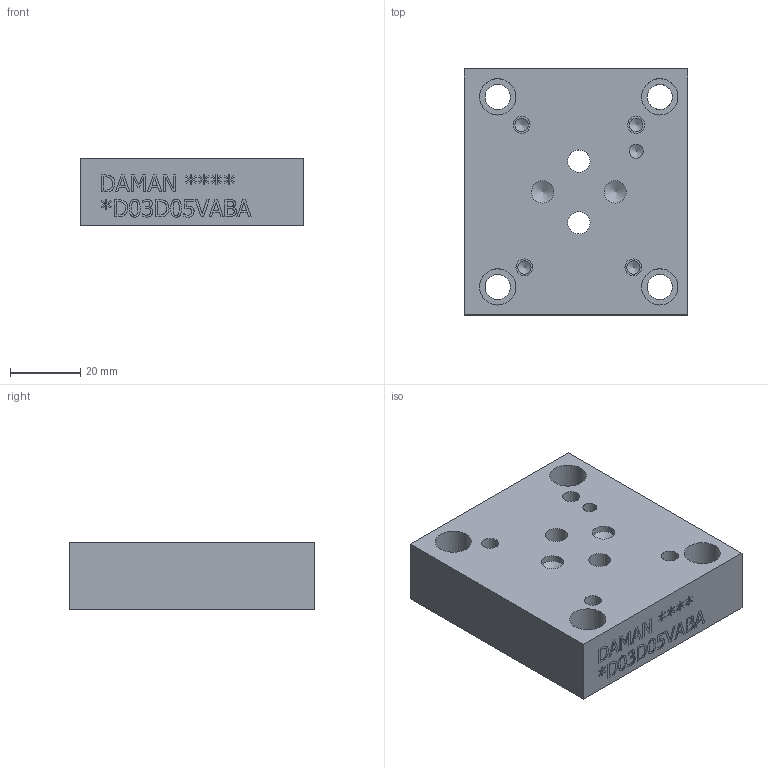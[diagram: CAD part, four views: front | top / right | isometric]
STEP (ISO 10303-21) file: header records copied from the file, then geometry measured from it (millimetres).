
FILE_DESCRIPTION(/* description */ (''),/* implementation_level */ '2;1');
FILE_NAME(/* name */ '_D03D05VABA.stp',/* time_stamp */ '2021-12-29T14:17:54-05:00',/* author */ ('jrf'),/* organization */ (''),/* preprocessor_version */ 'ST-DEVELOPER v18.1',/* originating_system */ 'Autodesk Inventor 2022',/* authorisation */ '');
FILE_SCHEMA (('AUTOMOTIVE_DESIGN { 1 0 10303 214 3 1 1 }'));
Length unit declared in the file: millimetre
Products named in the file (1): Part_AD03D05VABA.B00004R12_3D
Bounding box: 63.5 x 69.85 x 19.05 mm (x, y, z)
Volume: 75777 mm3; surface area: 17766.6 mm2
Topology: 1 solids, 1 shells, 396 faces, 1040 edges, 690 vertices
Faces by surface type: plane 257, bspline 94, cylinder 32, cone 13
Full cylindrical faces by diameter (mm): 3.785 x4, 3.962 x1, 4.826 x4, 6.35 x6, 7.137 x4, 10.312 x4, 11.125 x1, 15.875 x5
Entity records: 12956 total; most frequent: CARTESIAN_POINT 3405, ORIENTED_EDGE 2060, DIRECTION 1512, EDGE_CURVE 1030, LINE 772, VECTOR 772, VERTEX_POINT 690, EDGE_LOOP 462
